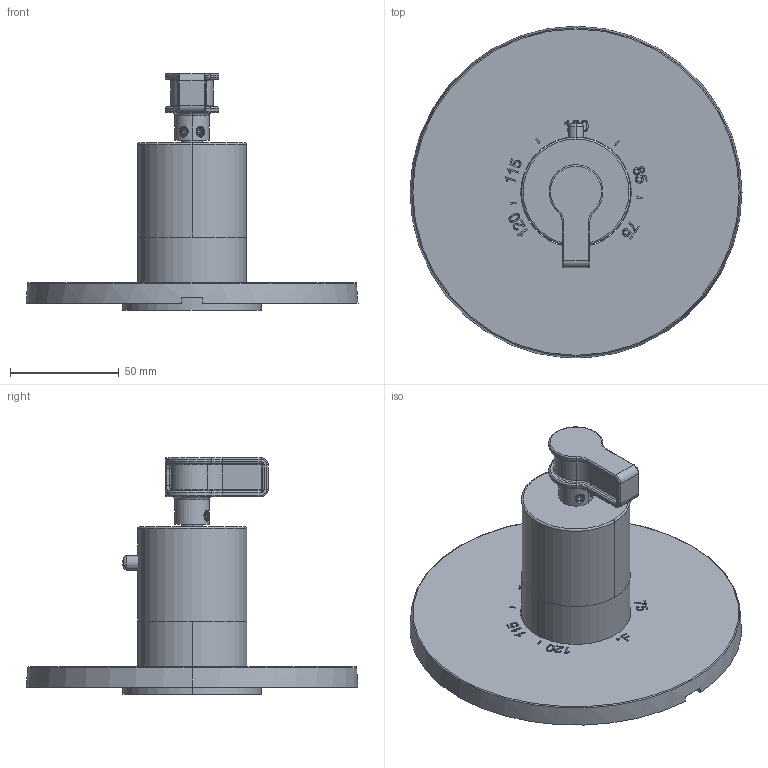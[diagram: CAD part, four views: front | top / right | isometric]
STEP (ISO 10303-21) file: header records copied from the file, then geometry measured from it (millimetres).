
FILE_DESCRIPTION((''),'2;1');
FILE_NAME('3-3274TR_ASM','2019-11-08T15:13:07',('rsmith'),(''),'CREO PARAMETRIC BY PTC INC, 2018400','CREO PARAMETRIC BY PTC INC, 2018400','');
FILE_SCHEMA(('CONFIG_CONTROL_DESIGN'));
Length unit declared in the file: inch
Products named in the file (12): 12120; 11029; 12541; 11555; 92137; 11033; 20-176_ASM; 92113; 13197; 92000; 20-461_ASM; 3-3274TR_ASM
Assembly tree (12 placements, depth 3):
  3-3274TR_ASM
    12120
    11029
    20-176_ASM
      12541
      11555
      92137
      11033
    92113
    20-461_ASM
      13197
      92000  x2
Bounding box: 152.4 x 152.25 x 108.53 mm (x, y, z)
Volume: 89601.4 mm3; surface area: 120848.6 mm2
Topology: 10 solids, 45 shells, 1210 faces, 3715 edges, 2583 vertices
Faces by surface type: plane 399, cylinder 359, extrusion 182, bspline 125, torus 82, cone 47, sphere 12, revolution 4
Entity records: 68858 total; most frequent: CARTESIAN_POINT 39180, ORIENTED_EDGE 6575, DIRECTION 4846, EDGE_CURVE 3594, VERTEX_POINT 2511, B_SPLINE_CURVE_WITH_KNOTS 1646, AXIS2_PLACEMENT_3D 1615, VECTOR 1612
